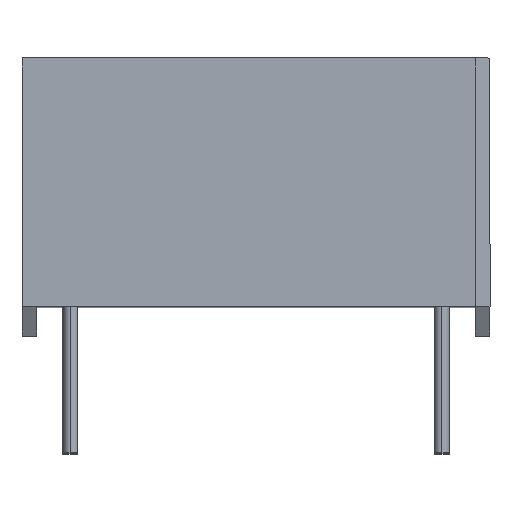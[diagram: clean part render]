
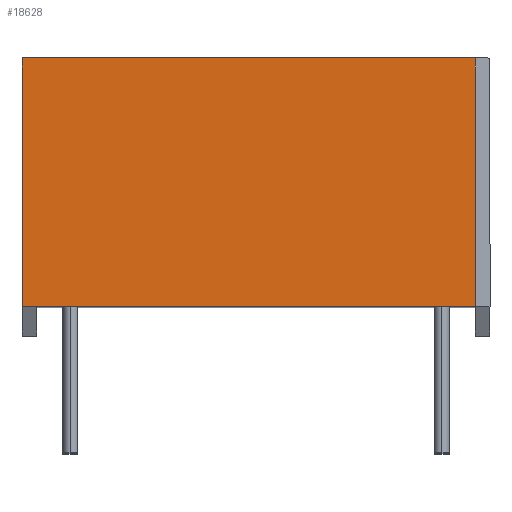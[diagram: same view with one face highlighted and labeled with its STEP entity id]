
A CAD part, top view. The second image highlights one B-rep face of the part: STEP entity #18628.
In plain terms, the highlighted planar face has unit normal (0, 0, 1).
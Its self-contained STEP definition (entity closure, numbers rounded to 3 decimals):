
#2180 = VERTEX_POINT ( 'NONE', #2474 ) ;
#2181 = VERTEX_POINT ( 'NONE', #2475 ) ;
#2474 = CARTESIAN_POINT ( 'NONE',  ( -8., 0., 12.5 ) ) ;
#2475 = CARTESIAN_POINT ( 'NONE',  ( 7.5, 0., 12.5 ) ) ;
#2844 = CARTESIAN_POINT ( 'NONE',  ( 7.5, -8.5, 12.5 ) ) ;
#2845 = CARTESIAN_POINT ( 'NONE',  ( -8., -8.5, 12.5 ) ) ;
#3564 = PLANE ( 'NONE',  #16337 ) ;
#3565 = CARTESIAN_POINT ( 'NONE',  ( 0., -9.5, 12.5 ) ) ;
#3566 = DIRECTION ( 'NONE',  ( 0., 0., -1. ) ) ;
#3567 = DIRECTION ( 'NONE',  ( -1., 0., 0. ) ) ;
#5289 = VECTOR ( 'NONE', #10202, 1000. ) ;
#5854 = EDGE_LOOP ( 'NONE', ( #6184, #6183, #6186, #6182 ) ) ;
#6182 = ORIENTED_EDGE ( 'NONE', *, *, #8904, .F. ) ;
#6183 = ORIENTED_EDGE ( 'NONE', *, *, #8905, .T. ) ;
#6184 = ORIENTED_EDGE ( 'NONE', *, *, #7378, .F. ) ;
#6186 = ORIENTED_EDGE ( 'NONE', *, *, #7241, .T. ) ;
#6709 = VERTEX_POINT ( 'NONE', #2844 ) ;
#6710 = VERTEX_POINT ( 'NONE', #2845 ) ;
#7241 = EDGE_CURVE ( 'NONE', #2181, #2180, #10200, .T. ) ;
#7378 = EDGE_CURVE ( 'NONE', #6709, #6710, #10891, .T. ) ;
#8904 = EDGE_CURVE ( 'NONE', #6710, #2180, #12878, .T. ) ;
#8905 = EDGE_CURVE ( 'NONE', #6709, #2181, #12881, .T. ) ;
#10200 = LINE ( 'NONE', #10201, #5289 ) ;
#10201 = CARTESIAN_POINT ( 'NONE',  ( 0., 0., 12.5 ) ) ;
#10202 = DIRECTION ( 'NONE',  ( -1., 0., 0. ) ) ;
#10891 = LINE ( 'NONE', #10892, #16533 ) ;
#10892 = CARTESIAN_POINT ( 'NONE',  ( -14.615, -8.5, 12.5 ) ) ;
#10893 = DIRECTION ( 'NONE',  ( -1., 0., 0. ) ) ;
#12878 = LINE ( 'NONE', #12879, #18146 ) ;
#12879 = CARTESIAN_POINT ( 'NONE',  ( -8., -9.5, 12.5 ) ) ;
#12880 = DIRECTION ( 'NONE',  ( 0., 1., 0. ) ) ;
#12881 = LINE ( 'NONE', #12882, #18147 ) ;
#12882 = CARTESIAN_POINT ( 'NONE',  ( 7.5, 0., 12.5 ) ) ;
#12883 = DIRECTION ( 'NONE',  ( 0., 1., 0. ) ) ;
#16334 = FACE_OUTER_BOUND ( 'NONE', #5854, .T. ) ;
#16337 = AXIS2_PLACEMENT_3D ( 'NONE', #3565, #3566, #3567 ) ;
#16533 = VECTOR ( 'NONE', #10893, 1000. ) ;
#18146 = VECTOR ( 'NONE', #12880, 1000. ) ;
#18147 = VECTOR ( 'NONE', #12883, 1000. ) ;
#18628 = ADVANCED_FACE ( 'NONE', ( #16334 ), #3564, .F. ) ;
